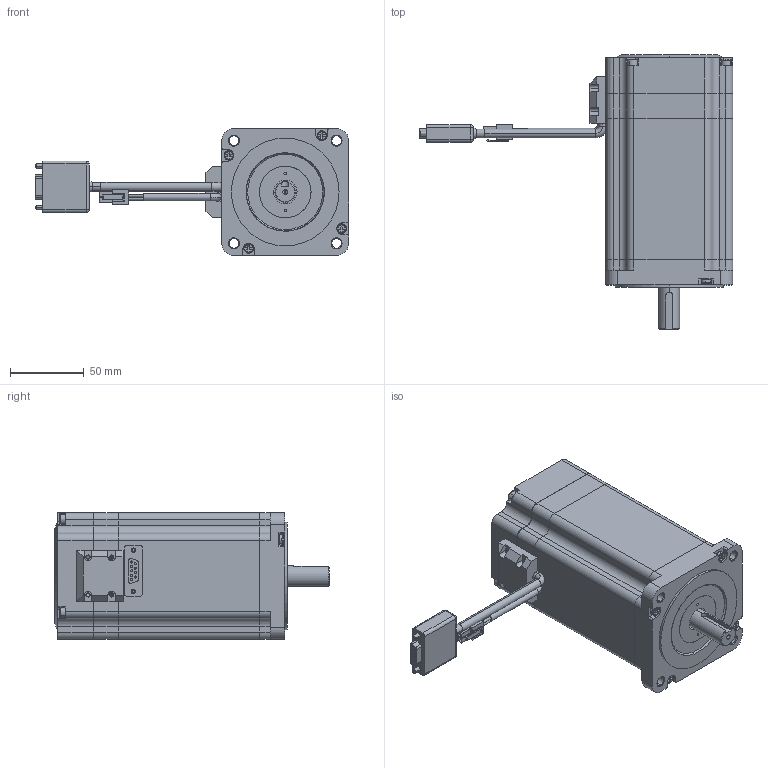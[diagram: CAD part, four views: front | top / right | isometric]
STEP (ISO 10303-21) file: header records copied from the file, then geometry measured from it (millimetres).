
FILE_DESCRIPTION (( 'STEP AP214' ), '1' );
FILE_NAME ('86HS3150-05(勤茼86HS3156-08N).STEP', '2022-02-11T06:51:21', ( '' ), ( '' ), 'SwSTEP 2.0', 'SolidWorks 2020', '' );
FILE_SCHEMA (( 'AUTOMOTIVE_DESIGN' ));
Length unit declared in the file: millimetre
Products named in the file (12): 晤鎢ん綴欶; HX42000-4R; 86綴傷裔; M4x70; 86ヶ傷裔; 86隅赽82; 86HS3150-05(勤茼86HS3156-08N); DBͷ; 86H280A37瑩羞; 25.6x16邧揤盄裔; M4_M4蹟佪; 前置调整螺纹圈35x16
Assembly tree (17 placements, depth 2):
  86HS3150-05(勤茼86HS3156-08N)
    86隅赽82
    86ヶ傷裔
    86綴傷裔
    86H280A37瑩羞
    M4x70  x4
    晤鎢ん綴欶
    25.6x16邧揤盄裔
    HX42000-4R
    DBͷ
    前置调整螺纹圈35x16
    M4_M4蹟佪  x4
Bounding box: 212.5 x 186 x 86 mm (x, y, z)
Volume: 959220.5 mm3; surface area: 144300.7 mm2
Topology: 21 solids, 21 shells, 844 faces, 2101 edges, 1339 vertices
Faces by surface type: plane 437, cylinder 299, cone 49, bspline 42, torus 13, sphere 4
Entity records: 25997 total; most frequent: CARTESIAN_POINT 4658, DIRECTION 3541, ORIENTED_EDGE 3330, EDGE_CURVE 1665, AXIS2_PLACEMENT_3D 1254, VERTEX_POINT 1075, LINE 1033, VECTOR 1033
